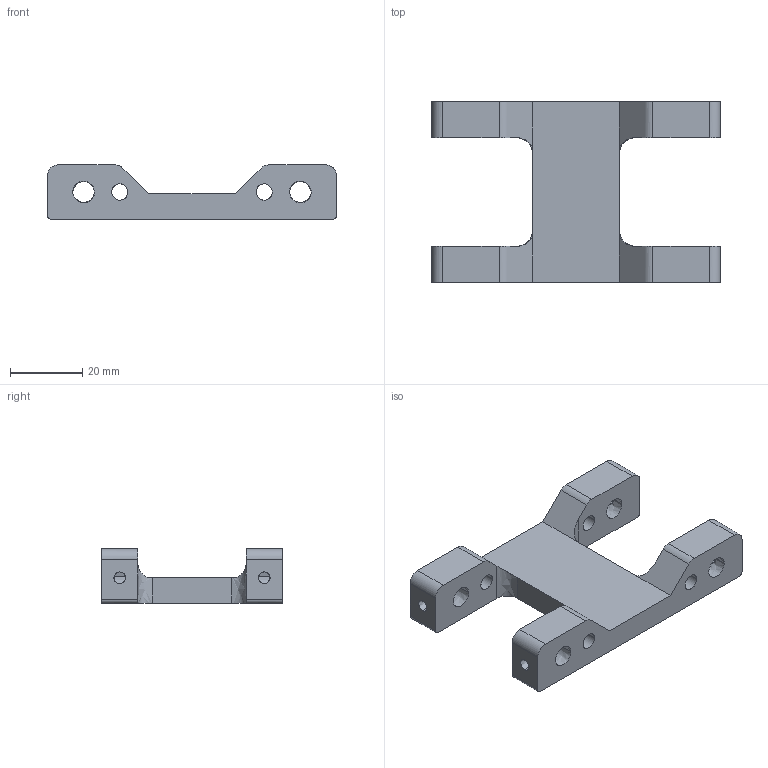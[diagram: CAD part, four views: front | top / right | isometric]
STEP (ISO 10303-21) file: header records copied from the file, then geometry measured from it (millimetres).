
FILE_DESCRIPTION(/* description */ (''),/* implementation_level */ '2;1');
FILE_NAME(/* name */ '60-SPAe',/* time_stamp */ '2024-11-26T10:56:34+03:00',/* author */ (''),/* organization */ (''),/* preprocessor_version */ 'ST-DEVELOPER v15',/* originating_system */ '',/* authorisation */ '');
FILE_SCHEMA (('AUTOMOTIVE_DESIGN'));
Length unit declared in the file: millimetre
Products named in the file (1): Document
Bounding box: 80 x 50 x 15 mm (x, y, z)
Volume: 21927.7 mm3; surface area: 10325.6 mm2
Topology: 1 solids, 1 shells, 62 faces, 188 edges, 124 vertices
Faces by surface type: bspline 40, plane 22
Entity records: 2244 total; most frequent: CARTESIAN_POINT 1156, ORIENTED_EDGE 376, EDGE_CURVE 188, VERTEX_POINT 124, B_SPLINE_CURVE_WITH_KNOTS 83, EDGE_LOOP 82, ADVANCED_FACE 62, FACE_OUTER_BOUND 62
